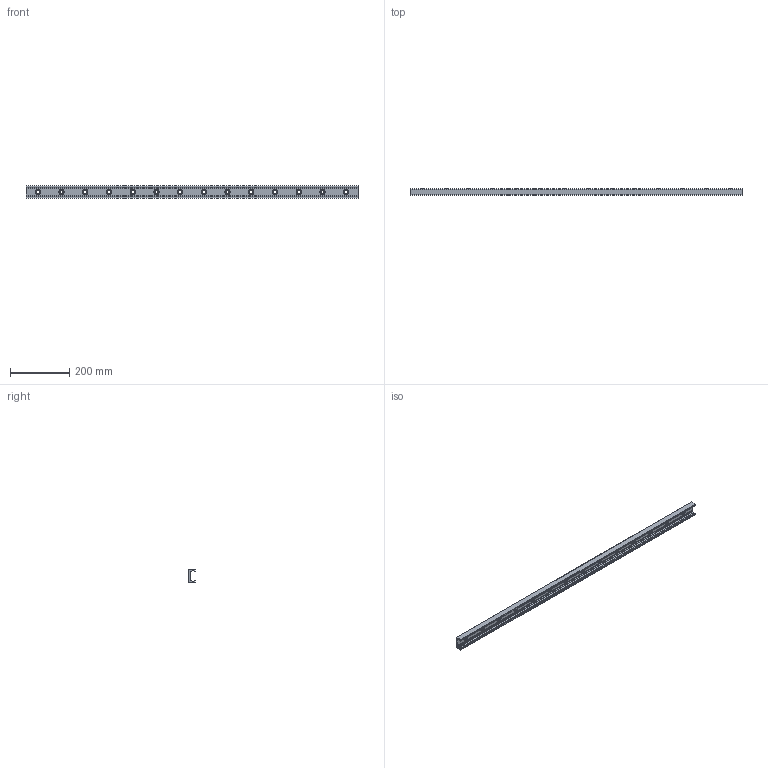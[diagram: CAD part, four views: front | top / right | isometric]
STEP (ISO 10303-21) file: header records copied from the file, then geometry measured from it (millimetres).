
FILE_DESCRIPTION((''),'2;1');
FILE_NAME('LCX 43-1120.C.stp','2016-04-28T09:24:53',('MRathmann'),(''),'Autodesk Inventor 2012','Autodesk Inventor 2012','');
FILE_SCHEMA(('CONFIG_CONTROL_DESIGN'));
Length unit declared in the file: millimetre
Products named in the file (1): LCX 43-1120.C
Bounding box: 1120 x 21 x 43 mm (x, y, z)
Volume: 378012.4 mm3; surface area: 179864 mm2
Topology: 1 solids, 1 shells, 70 faces, 176 edges, 122 vertices
Faces by surface type: cylinder 41, plane 29
Full cylindrical faces by diameter (mm): 10.5 x14, 18 x14
Entity records: 1970 total; most frequent: DIRECTION 358, CARTESIAN_POINT 313, ORIENTED_EDGE 268, AXIS2_PLACEMENT_3D 153, EDGE_LOOP 140, EDGE_CURVE 134, VERTEX_POINT 108, CIRCLE 82
